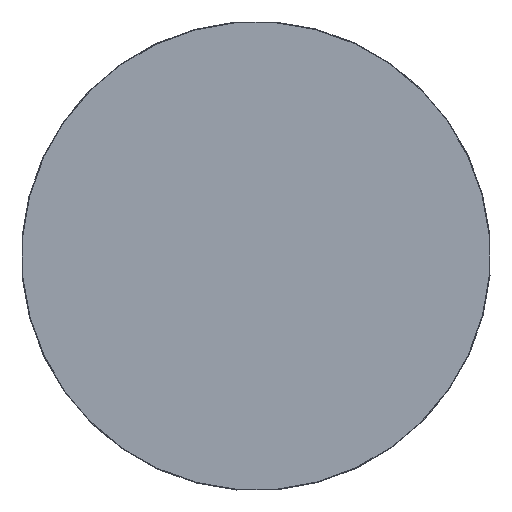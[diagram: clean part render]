
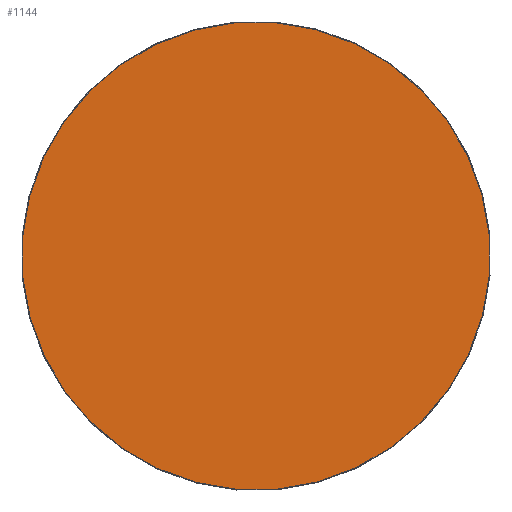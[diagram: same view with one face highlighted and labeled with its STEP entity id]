
A CAD part, front view. The second image highlights one B-rep face of the part: STEP entity #1144.
In plain terms, the highlighted planar face has unit normal (0, -1, 0).
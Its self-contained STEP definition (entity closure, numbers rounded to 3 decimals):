
#91=PLANE('',#1302);
#167=FACE_OUTER_BOUND('',#245,.T.);
#245=EDGE_LOOP('',(#935,#936));
#406=CIRCLE('',#1299,174.5);
#407=CIRCLE('',#1300,174.5);
#510=VERTEX_POINT('',#2036);
#511=VERTEX_POINT('',#2037);
#658=EDGE_CURVE('',#510,#511,#406,.T.);
#659=EDGE_CURVE('',#511,#510,#407,.T.);
#935=ORIENTED_EDGE('',*,*,#658,.T.);
#936=ORIENTED_EDGE('',*,*,#659,.T.);
#1144=ADVANCED_FACE('',(#167),#91,.T.);
#1299=AXIS2_PLACEMENT_3D('',#2038,#1602,#1603);
#1300=AXIS2_PLACEMENT_3D('',#2039,#1604,#1605);
#1302=AXIS2_PLACEMENT_3D('',#2041,#1608,#1609);
#1602=DIRECTION('center_axis',(0.,-1.,0.));
#1603=DIRECTION('ref_axis',(-0.996,0.,-0.091));
#1604=DIRECTION('center_axis',(0.,-1.,0.));
#1605=DIRECTION('ref_axis',(-0.996,0.,-0.091));
#1608=DIRECTION('center_axis',(0.,-1.,0.));
#1609=DIRECTION('ref_axis',(-0.091,0.,0.996));
#2036=CARTESIAN_POINT('',(-174.002,-108.448,-15.961));
#2037=CARTESIAN_POINT('',(15.727,-108.448,-173.769));
#2038=CARTESIAN_POINT('Origin',(-0.234,-108.448,0.));
#2039=CARTESIAN_POINT('Origin',(-0.234,-108.448,0.));
#2041=CARTESIAN_POINT('Origin',(-0.234,-108.448,0.));
